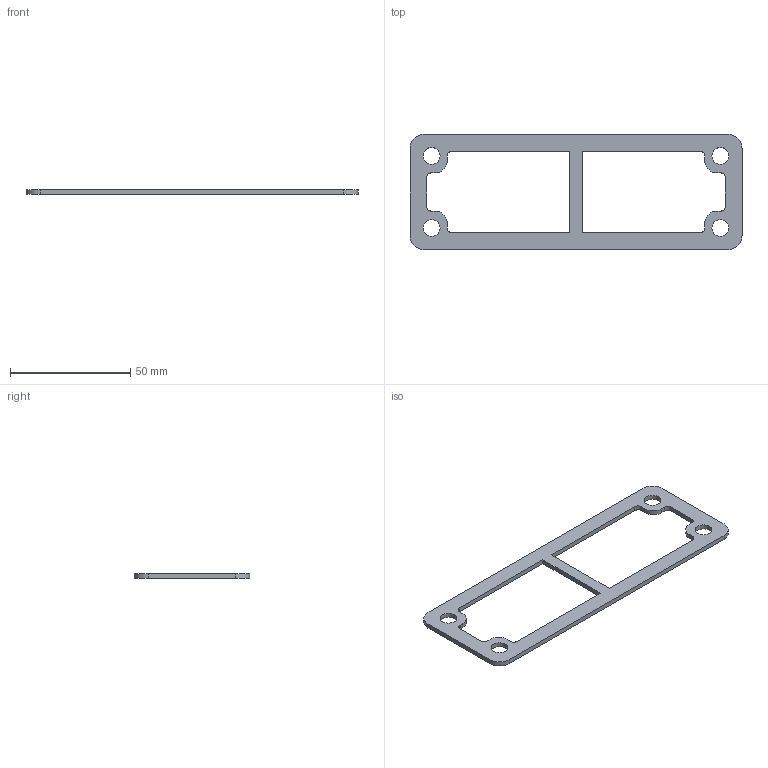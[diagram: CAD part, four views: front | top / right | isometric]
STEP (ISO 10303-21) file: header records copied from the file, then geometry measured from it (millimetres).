
FILE_DESCRIPTION (( 'STEP AP214' ), '1' );
FILE_NAME ('3510949_FG Size 1.STEP', '2023-07-06T06:31:22', ( 'fiboxadmin' ), ( '' ), 'SwSTEP 2.0', 'SolidWorks 2021', '' );
FILE_SCHEMA (( 'AUTOMOTIVE_DESIGN' ));
Length unit declared in the file: millimetre
Products named in the file (1): 3510949_FG Size 1
Bounding box: 138 x 48 x 2 mm (x, y, z)
Volume: 5369.1 mm3; surface area: 6985.6 mm2
Topology: 1 solids, 1 shells, 46 faces, 132 edges, 88 vertices
Faces by surface type: cylinder 24, plane 22
Entity records: 1582 total; most frequent: DIRECTION 274, CARTESIAN_POINT 267, ORIENTED_EDGE 264, EDGE_CURVE 132, AXIS2_PLACEMENT_3D 95, VERTEX_POINT 88, VECTOR 84, LINE 84
